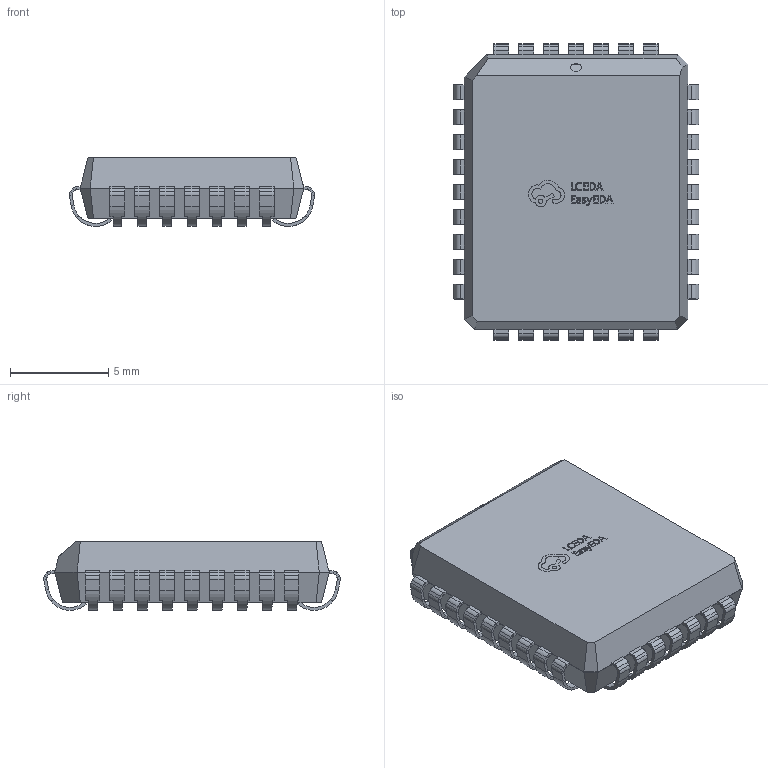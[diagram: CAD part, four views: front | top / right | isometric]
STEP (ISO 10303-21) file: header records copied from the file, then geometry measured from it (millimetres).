
FILE_DESCRIPTION (( 'STEP AP214' ), '1' );
FILE_NAME ('PLCC-32_L14.0-W11.4-P1.27-LS15.0-T.step', '2022-07-08T04:04:06', ( '' ), ( '' ), 'SwSTEP 2.0', 'SolidWorks 2020', '' );
FILE_SCHEMA (( 'AUTOMOTIVE_DESIGN' ));
Length unit declared in the file: millimetre
Products named in the file (1): PLCC-32_L14.0-W11.4-P1.27-LS15.0-T
Bounding box: 12.52 x 15.12 x 3.5 mm (x, y, z)
Volume: 472.7 mm3; surface area: 616.8 mm2
Topology: 33 solids, 33 shells, 1301 faces, 2968 edges, 1760 vertices
Faces by surface type: plane 967, cylinder 222, bspline 112
Entity records: 51375 total; most frequent: CARTESIAN_POINT 8242, ORIENTED_EDGE 5936, DIRECTION 5620, EDGE_CURVE 2968, VECTOR 2168, LINE 2168, VERTEX_POINT 1760, AXIS2_PLACEMENT_3D 1726
